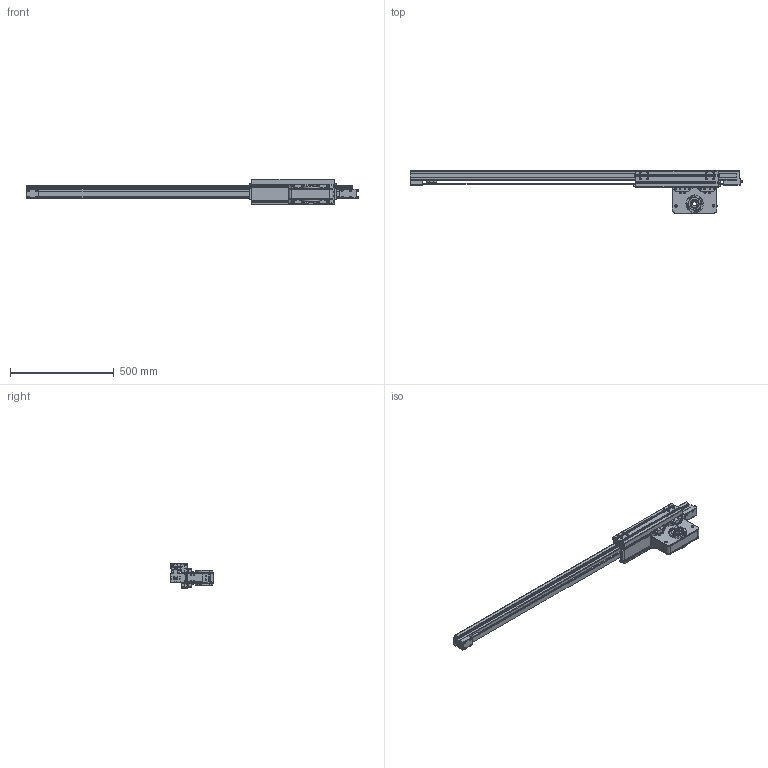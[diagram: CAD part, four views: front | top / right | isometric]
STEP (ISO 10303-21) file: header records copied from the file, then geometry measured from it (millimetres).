
FILE_DESCRIPTION(/* description */ ('','CAx-IF Rec.Pracs.---Representation and Presentation of Product Manufacturing Information (PMI)---4.0---2014-10-13'),/* implementation_level */ '2;1');
FILE_NAME(/* name */ '800.045 CAD FILE.stp',/* time_stamp */ '2022-05-28T09:21:27+02:00',/* author */ ('Ufficio Tecnico'),/* organization */ (''),/* preprocessor_version */ 'ST-DEVELOPER v18.1',/* originating_system */ 'Autodesk Inventor 2022',/* authorisation */ '');
FILE_SCHEMA (('AP242_MANAGED_MODEL_BASED_3D_ENGINEERING_MIM_LF { 1 0 10303 442 1 1 4 }'));
Products named in the file (4): 800.045 CAD FILE; Profilo 800.045; 800.045 Corpo motore; Carrello 800.045
Assembly tree (3 placements, depth 2):
  800.045 CAD FILE
    Profilo 800.045
    800.045 Corpo motore
    Carrello 800.045
Bounding box: 1600.6 x 204 x 121.5 mm (x, y, z)
Volume: 5435132.1 mm3; surface area: 1262723.2 mm2
Topology: 3 solids, 3 shells, 2388 faces, 6358 edges, 4183 vertices
Faces by surface type: plane 1589, cylinder 546, cone 145, torus 92, sphere 12, bspline 4
Full cylindrical faces by diameter (mm): 3.2 x4, 3.242 x4, 3.243 x8, 4.134 x16, 4.3 x8, 4.917 x16, 5.35 x8, 5.5 x8, 6 x18, 7 x12, 7.3 x1, 7.6 x4, 8 x4, 8.5 x16, 9.5 x16, 10 x30, 10.5 x14, 11 x20, 12 x2, 14 x1, 16 x1, 35 x2, 37 x2, 37.7 x2, 38 x1, 43 x3, 47 x6, 60 x2, 66 x2, 80 x2
Entity records: 76205 total; most frequent: CARTESIAN_POINT 14233, ORIENTED_EDGE 12576, DIRECTION 12247, EDGE_CURVE 6288, LINE 4261, VECTOR 4261, VERTEX_POINT 4183, AXIS2_PLACEMENT_3D 3993
